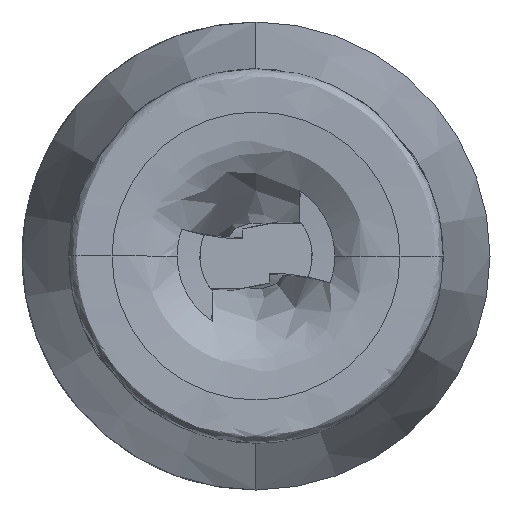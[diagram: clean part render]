
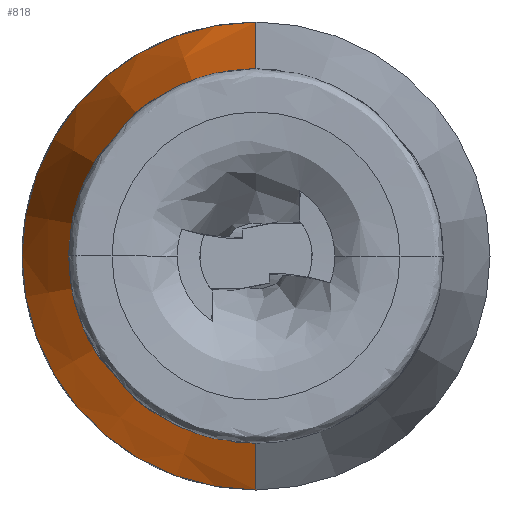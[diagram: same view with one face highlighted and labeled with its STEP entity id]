
A CAD part, left-side view. The second image highlights one B-rep face of the part: STEP entity #818.
In plain terms, the highlighted conical face has half-angle 12.688 degrees and reference radius 12.6 mm.
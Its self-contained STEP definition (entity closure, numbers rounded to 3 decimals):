
#130 = DIRECTION ( 'NONE',  ( 0.976, 0., 0.22 ) ) ;
#134 = CARTESIAN_POINT ( 'NONE',  ( 43.1, 0., 12.6 ) ) ;
#163 = DIRECTION ( 'NONE',  ( 0.976, 0., -0.22 ) ) ;
#227 = CARTESIAN_POINT ( 'NONE',  ( 26.108, 0., 0. ) ) ;
#230 = DIRECTION ( 'NONE',  ( 0., 0., 1. ) ) ;
#231 = DIRECTION ( 'NONE',  ( -1., 0., 0. ) ) ;
#245 = CARTESIAN_POINT ( 'NONE',  ( 43.1, 0., -12.6 ) ) ;
#425 = EDGE_LOOP ( 'NONE', ( #597, #575, #508, #609 ) ) ;
#508 = ORIENTED_EDGE ( 'NONE', *, *, #1350, .F. ) ;
#575 = ORIENTED_EDGE ( 'NONE', *, *, #1656, .T. ) ;
#597 = ORIENTED_EDGE ( 'NONE', *, *, #1722, .F. ) ;
#609 = ORIENTED_EDGE ( 'NONE', *, *, #1626, .F. ) ;
#652 = AXIS2_PLACEMENT_3D ( 'NONE', #1635, #1705, #1478 ) ;
#664 = AXIS2_PLACEMENT_3D ( 'NONE', #227, #231, #230 ) ;
#818 = ADVANCED_FACE ( 'NONE', ( #1262 ), #1204, .T. ) ;
#1027 = CARTESIAN_POINT ( 'NONE',  ( 42.656, 0., 12.5 ) ) ;
#1075 = CARTESIAN_POINT ( 'NONE',  ( 26.108, 0., -8.774 ) ) ;
#1085 = CARTESIAN_POINT ( 'NONE',  ( 42.656, 0., -12.5 ) ) ;
#1161 = CARTESIAN_POINT ( 'NONE',  ( 26.108, 0., 8.774 ) ) ;
#1204 = CONICAL_SURFACE ( 'NONE', #1340, 12.6, 0.221 ) ;
#1262 = FACE_OUTER_BOUND ( 'NONE', #425, .T. ) ;
#1340 = AXIS2_PLACEMENT_3D ( 'NONE', #2394, #2641, #2645 ) ;
#1350 = EDGE_CURVE ( 'NONE', #1884, #1867, #2090, .T. ) ;
#1478 = DIRECTION ( 'NONE',  ( 0., 0., -1. ) ) ;
#1626 = EDGE_CURVE ( 'NONE', #1979, #1884, #2097, .T. ) ;
#1635 = CARTESIAN_POINT ( 'NONE',  ( 42.656, 0., 0. ) ) ;
#1656 = EDGE_CURVE ( 'NONE', #1912, #1867, #2083, .T. ) ;
#1705 = DIRECTION ( 'NONE',  ( 1., 0., 0. ) ) ;
#1722 = EDGE_CURVE ( 'NONE', #1912, #1979, #2016, .T. ) ;
#1867 = VERTEX_POINT ( 'NONE', #1027 ) ;
#1884 = VERTEX_POINT ( 'NONE', #1085 ) ;
#1912 = VERTEX_POINT ( 'NONE', #1161 ) ;
#1979 = VERTEX_POINT ( 'NONE', #1075 ) ;
#2016 = CIRCLE ( 'NONE', #664, 8.774 ) ;
#2017 = VECTOR ( 'NONE', #130, 1000. ) ;
#2065 = VECTOR ( 'NONE', #163, 1000. ) ;
#2083 = LINE ( 'NONE', #134, #2017 ) ;
#2090 = CIRCLE ( 'NONE', #652, 12.5 ) ;
#2097 = LINE ( 'NONE', #245, #2065 ) ;
#2394 = CARTESIAN_POINT ( 'NONE',  ( 43.1, 0., 0. ) ) ;
#2641 = DIRECTION ( 'NONE',  ( 1., 0., 0. ) ) ;
#2645 = DIRECTION ( 'NONE',  ( 0., 0., -1. ) ) ;
